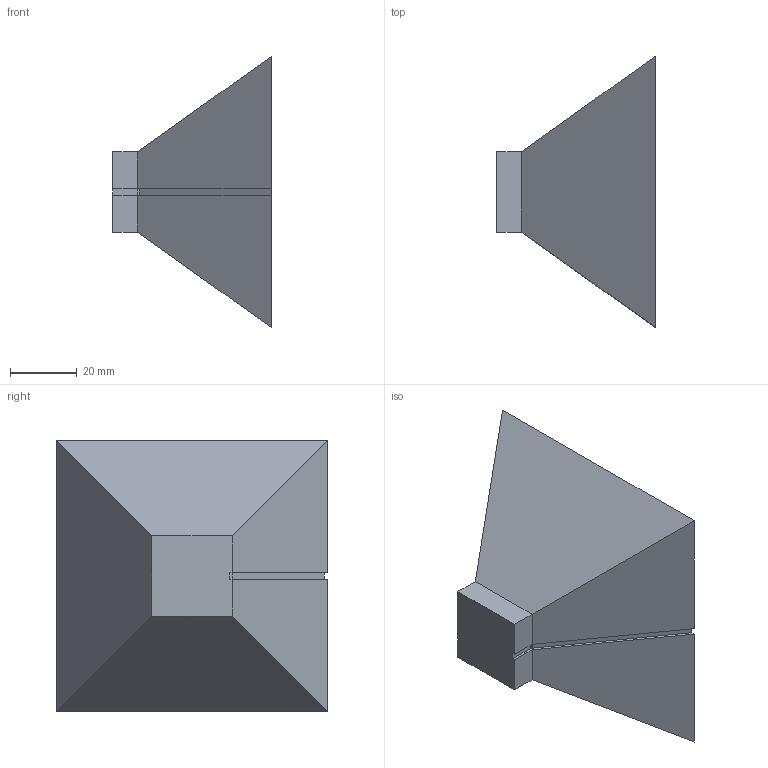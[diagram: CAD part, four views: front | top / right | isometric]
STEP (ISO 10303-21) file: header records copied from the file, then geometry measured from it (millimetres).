
FILE_DESCRIPTION((''),'2;1');
FILE_NAME('DIMA_OLOGRAM','2022-11-26T11:53:02',('alexb'),(''),'CREO PARAMETRIC BY PTC INC, 2022164','CREO PARAMETRIC BY PTC INC, 2022164','');
FILE_SCHEMA(('CONFIG_CONTROL_DESIGN'));
Length unit declared in the file: millimetre
Products named in the file (1): DIMA_OLOGRAM
Bounding box: 47.4 x 81 x 81 mm (x, y, z)
Volume: 18163.8 mm3; surface area: 22572.9 mm2
Topology: 1 solids, 1 shells, 37 faces, 92 edges, 58 vertices
Faces by surface type: plane 29, cylinder 8
Entity records: 1148 total; most frequent: CARTESIAN_POINT 259, ORIENTED_EDGE 184, DIRECTION 154, EDGE_CURVE 92, VECTOR 72, LINE 72, VERTEX_POINT 58, AXIS2_PLACEMENT_3D 41
